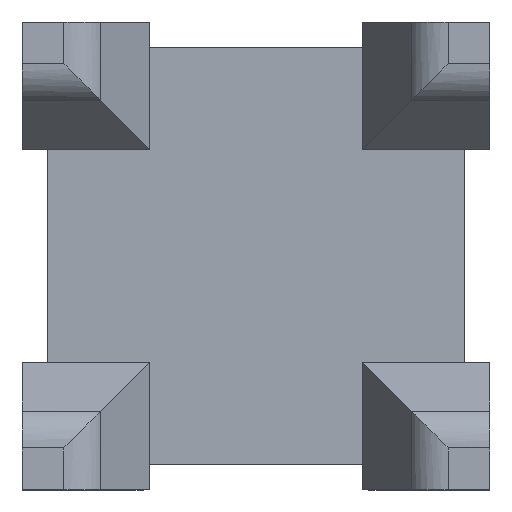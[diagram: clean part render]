
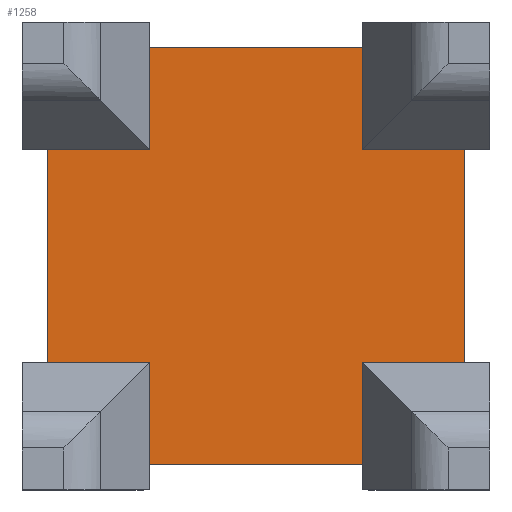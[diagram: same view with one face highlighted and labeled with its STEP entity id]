
A CAD part, top view. The second image highlights one B-rep face of the part: STEP entity #1258.
In plain terms, the highlighted planar face has unit normal (0, 0, 1).
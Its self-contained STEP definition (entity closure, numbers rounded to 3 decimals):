
#57=FACE_OUTER_BOUND($,#119,.T.);
#119=EDGE_LOOP($,(#796,#797,#798,#799,#800,#801,#802,#803,#804,#805,#806,
#807));
#192=LINE($,#1759,#346);
#193=LINE($,#1761,#347);
#194=LINE($,#1763,#348);
#195=LINE($,#1765,#349);
#196=LINE($,#1767,#350);
#197=LINE($,#1769,#351);
#198=LINE($,#1771,#352);
#199=LINE($,#1773,#353);
#200=LINE($,#1775,#354);
#201=LINE($,#1777,#355);
#202=LINE($,#1779,#356);
#203=LINE($,#1780,#357);
#346=VECTOR($,#1426,4.8);
#347=VECTOR($,#1427,4.8);
#348=VECTOR($,#1428,10.);
#349=VECTOR($,#1429,4.8);
#350=VECTOR($,#1430,4.8);
#351=VECTOR($,#1431,10.);
#352=VECTOR($,#1432,4.8);
#353=VECTOR($,#1433,4.8);
#354=VECTOR($,#1434,10.);
#355=VECTOR($,#1435,4.8);
#356=VECTOR($,#1436,4.8);
#357=VECTOR($,#1437,10.);
#500=VERTEX_POINT($,#1757);
#501=VERTEX_POINT($,#1758);
#502=VERTEX_POINT($,#1760);
#503=VERTEX_POINT($,#1762);
#504=VERTEX_POINT($,#1764);
#505=VERTEX_POINT($,#1766);
#506=VERTEX_POINT($,#1768);
#507=VERTEX_POINT($,#1770);
#508=VERTEX_POINT($,#1772);
#509=VERTEX_POINT($,#1774);
#510=VERTEX_POINT($,#1776);
#511=VERTEX_POINT($,#1778);
#616=EDGE_CURVE($,#500,#501,#192,.T.);
#617=EDGE_CURVE($,#501,#502,#193,.T.);
#618=EDGE_CURVE($,#502,#503,#194,.T.);
#619=EDGE_CURVE($,#504,#503,#195,.T.);
#620=EDGE_CURVE($,#505,#504,#196,.T.);
#621=EDGE_CURVE($,#505,#506,#197,.T.);
#622=EDGE_CURVE($,#506,#507,#198,.T.);
#623=EDGE_CURVE($,#507,#508,#199,.T.);
#624=EDGE_CURVE($,#509,#508,#200,.T.);
#625=EDGE_CURVE($,#510,#509,#201,.T.);
#626=EDGE_CURVE($,#511,#510,#202,.T.);
#627=EDGE_CURVE($,#500,#511,#203,.T.);
#796=ORIENTED_EDGE($,*,*,#616,.T.);
#797=ORIENTED_EDGE($,*,*,#617,.T.);
#798=ORIENTED_EDGE($,*,*,#618,.T.);
#799=ORIENTED_EDGE($,*,*,#619,.F.);
#800=ORIENTED_EDGE($,*,*,#620,.F.);
#801=ORIENTED_EDGE($,*,*,#621,.T.);
#802=ORIENTED_EDGE($,*,*,#622,.T.);
#803=ORIENTED_EDGE($,*,*,#623,.T.);
#804=ORIENTED_EDGE($,*,*,#624,.F.);
#805=ORIENTED_EDGE($,*,*,#625,.F.);
#806=ORIENTED_EDGE($,*,*,#626,.F.);
#807=ORIENTED_EDGE($,*,*,#627,.F.);
#1147=PLANE($,#1323);
#1258=ADVANCED_FACE($,(#57),#1147,.F.);
#1323=AXIS2_PLACEMENT_3D($,#1756,#1424,#1425);
#1424=DIRECTION('center_axis',(0.,0.,-1.));
#1425=DIRECTION('ref_axis',(-1.,0.,0.));
#1426=DIRECTION($,(1.,0.,0.));
#1427=DIRECTION($,(0.,-1.,0.));
#1428=DIRECTION($,(1.,0.,0.));
#1429=DIRECTION($,(0.,-1.,0.));
#1430=DIRECTION($,(-1.,0.,0.));
#1431=DIRECTION($,(0.,1.,0.));
#1432=DIRECTION($,(-1.,0.,0.));
#1433=DIRECTION($,(0.,1.,0.));
#1434=DIRECTION($,(1.,0.,0.));
#1435=DIRECTION($,(0.,1.,0.));
#1436=DIRECTION($,(1.,0.,0.));
#1437=DIRECTION($,(0.,1.,0.));
#1756=CARTESIAN_POINT('Origin',(-11.,11.,6.));
#1757=CARTESIAN_POINT('',(-9.8,-5.,6.));
#1758=CARTESIAN_POINT('',(-5.,-5.,6.));
#1759=CARTESIAN_POINT($,(-11.,-5.,6.));
#1760=CARTESIAN_POINT('',(-5.,-9.8,6.));
#1761=CARTESIAN_POINT($,(-5.,-11.,6.));
#1762=CARTESIAN_POINT('',(5.,-9.8,6.));
#1763=CARTESIAN_POINT($,(-5.,-9.8,6.));
#1764=CARTESIAN_POINT('',(5.,-5.,6.));
#1765=CARTESIAN_POINT($,(5.,-11.,6.));
#1766=CARTESIAN_POINT('',(9.8,-5.,6.));
#1767=CARTESIAN_POINT($,(11.,-5.,6.));
#1768=CARTESIAN_POINT('',(9.8,5.,6.));
#1769=CARTESIAN_POINT($,(9.8,5.,6.));
#1770=CARTESIAN_POINT('',(5.,5.,6.));
#1771=CARTESIAN_POINT($,(11.,5.,6.));
#1772=CARTESIAN_POINT('',(5.,9.8,6.));
#1773=CARTESIAN_POINT($,(5.,11.,6.));
#1774=CARTESIAN_POINT('',(-5.,9.8,6.));
#1775=CARTESIAN_POINT($,(-5.,9.8,6.));
#1776=CARTESIAN_POINT('',(-5.,5.,6.));
#1777=CARTESIAN_POINT($,(-5.,11.,6.));
#1778=CARTESIAN_POINT('',(-9.8,5.,6.));
#1779=CARTESIAN_POINT($,(-11.,5.,6.));
#1780=CARTESIAN_POINT($,(-9.8,5.,6.));
